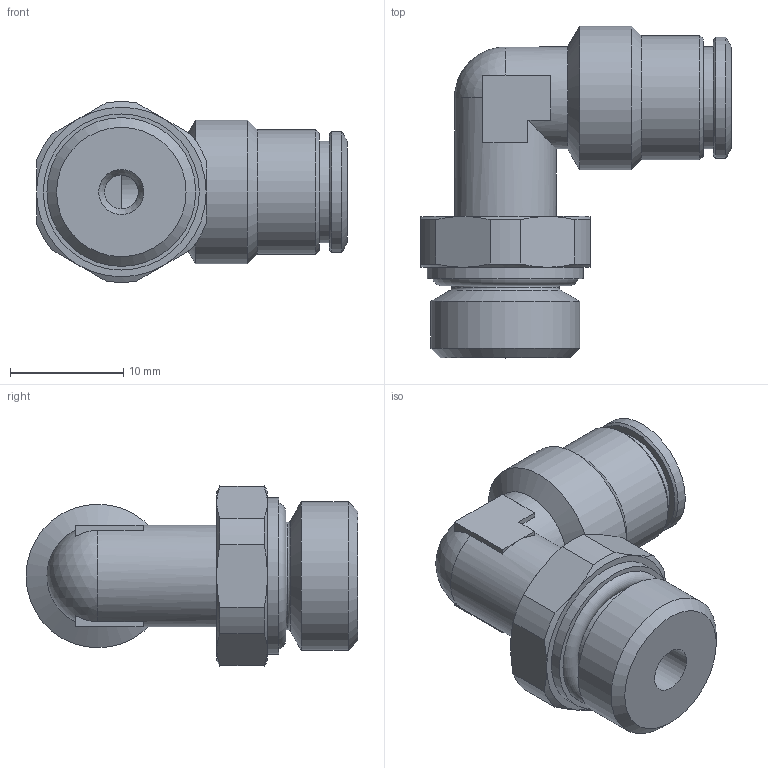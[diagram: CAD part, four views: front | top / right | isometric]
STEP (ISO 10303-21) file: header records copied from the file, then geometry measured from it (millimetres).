
FILE_DESCRIPTION((''),'2;1');
FILE_NAME('Schlauchanschluss_G1_4a für Schlauch aØ6mm 90°_27.005.091.stp','2010-12-23T16:22:59',('002164'),(''),'Autodesk Inventor 2010','Autodesk Inventor 2010','');
FILE_SCHEMA(('AUTOMOTIVE_DESIGN { 1 0 10303 214 1 1 1 1 }'));
Length unit declared in the file: millimetre
Products named in the file (1): angea25a
Bounding box: 27.5 x 29.35 x 15.97 mm (x, y, z)
Volume: 3633.9 mm3; surface area: 2667.4 mm2
Topology: 1 solids, 1 shells, 76 faces, 171 edges, 103 vertices
Faces by surface type: plane 34, cone 20, cylinder 19, sphere 1, torus 1, bspline 1
Full cylindrical faces by diameter (mm): 3 x1, 4 x1, 5 x1, 6 x1, 9 x3, 9.5 x1, 10.7 x1, 11 x1, 12.7 x1, 13.157 x1, 13.8 x1
Entity records: 2019 total; most frequent: CARTESIAN_POINT 431, DIRECTION 341, ORIENTED_EDGE 290, AXIS2_PLACEMENT_3D 145, EDGE_CURVE 145, EDGE_LOOP 107, VERTEX_POINT 100, FACE_OUTER_BOUND 76
